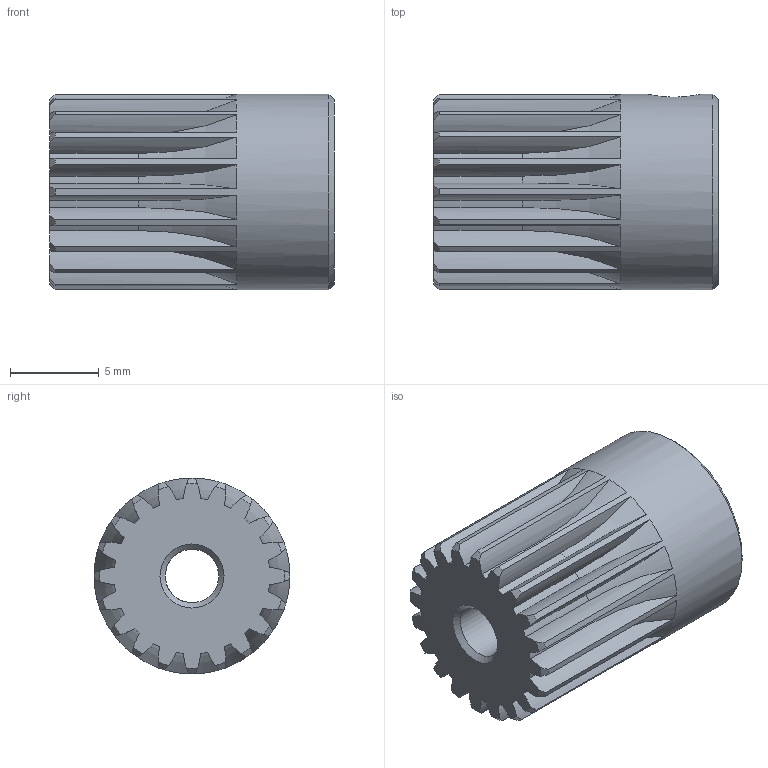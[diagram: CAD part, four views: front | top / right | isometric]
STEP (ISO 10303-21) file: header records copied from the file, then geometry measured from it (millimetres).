
FILE_DESCRIPTION( ( 'STEP AP203' ), '1' );
FILE_NAME( 'SS0.5-20A_On.stp', '2021-01-19T07:00:31', ( 'License CC BY-ND 4.0' ), ( 'CADENAS' ), ' ', 'PARTsolutions', ' ' );
FILE_SCHEMA( ( 'CONFIG_CONTROL_DESIGN' ) );
Length unit declared in the file: millimetre
Products named in the file (1): _SS0.5-20A_On
Bounding box: 16 x 11 x 11 mm (x, y, z)
Volume: 1217.4 mm3; surface area: 1114.2 mm2
Topology: 1 solids, 1 shells, 112 faces, 327 edges, 216 vertices
Faces by surface type: cylinder 65, cone 25, torus 20, plane 2
Full cylindrical faces by diameter (mm): 2.459 x1, 3 x1, 11 x1
Entity records: 4078 total; most frequent: CARTESIAN_POINT 1124, ORIENTED_EDGE 630, DIRECTION 614, EDGE_CURVE 315, AXIS2_PLACEMENT_3D 267, VERTEX_POINT 213, CIRCLE 150, EDGE_LOOP 124
